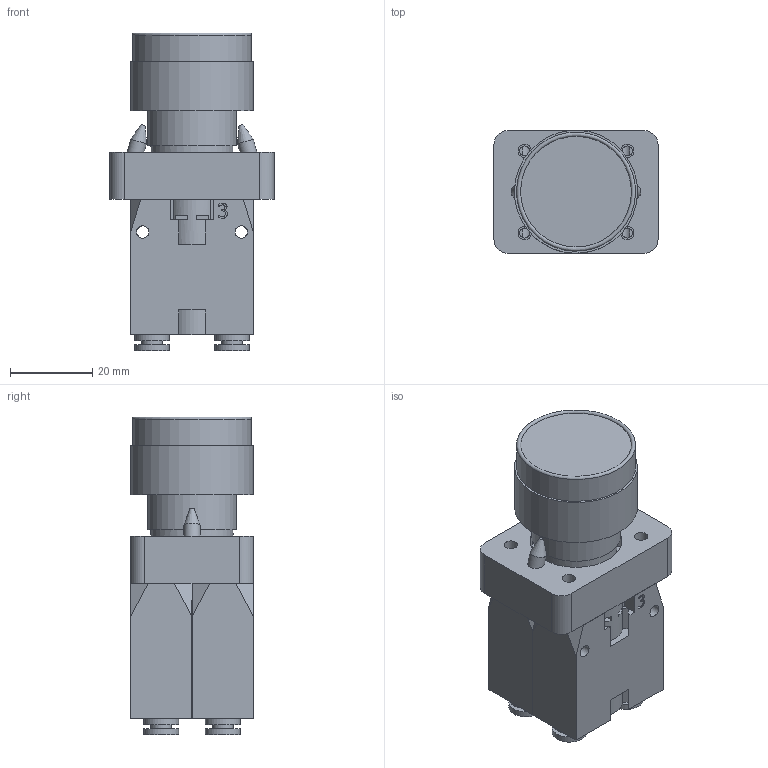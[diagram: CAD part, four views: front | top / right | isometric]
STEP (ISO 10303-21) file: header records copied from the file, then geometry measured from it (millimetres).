
FILE_DESCRIPTION(/* description */ ('PLACCA DI AGGANCIO'),/* implementation_level */ '2;1');
FILE_NAME(/* name */ '104_52_6_31_P.stp',/* time_stamp */ '2014-11-26T10:59:49+01:00',/* author */ ('maniean1'),/* organization */ (''),/* preprocessor_version */ 'ST-DEVELOPER v15.2',/* originating_system */ 'Autodesk Inventor 2014',/* authorisation */ '');
FILE_SCHEMA (('AUTOMOTIVE_DESIGN { 1 0 10303 214 3 1 1 }'));
Length unit declared in the file: millimetre
Products named in the file (6): 104_00; 104_32_0_1_P#; 104_##_0_1_P#_52; 104_6_31; RS_105_139; 104_52_6_31_P
Bounding box: 40 x 30 x 77.5 mm (x, y, z)
Volume: 49921.6 mm3; surface area: 20964.5 mm2
Topology: 6 solids, 6 shells, 500 faces, 1297 edges, 840 vertices
Faces by surface type: plane 339, bspline 76, cylinder 63, cone 19, sphere 2, torus 1
Full cylindrical faces by diameter (mm): 2.45 x8, 3 x4, 3.25 x4, 3.5 x2, 4 x5, 5 x3, 8.5 x6, 18 x1, 20 x1, 21.7 x1, 22.5 x1, 26 x1, 29 x1, 30 x1
Entity records: 14836 total; most frequent: CARTESIAN_POINT 3968, ORIENTED_EDGE 2210, DIRECTION 1862, EDGE_CURVE 1105, LINE 768, VECTOR 768, VERTEX_POINT 745, EDGE_LOOP 564
